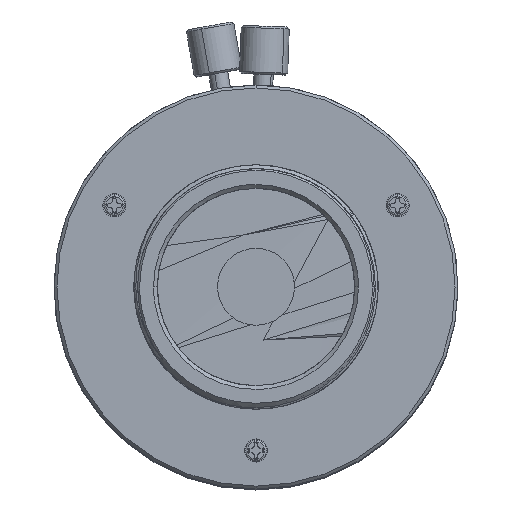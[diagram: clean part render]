
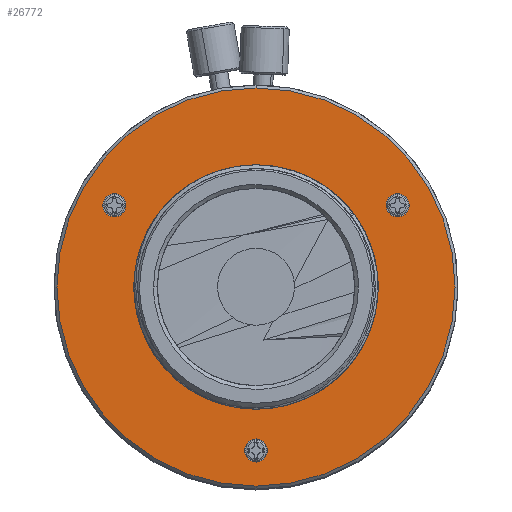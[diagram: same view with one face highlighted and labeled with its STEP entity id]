
A CAD part, top view. The second image highlights one B-rep face of the part: STEP entity #26772.
In plain terms, the highlighted face is planar.
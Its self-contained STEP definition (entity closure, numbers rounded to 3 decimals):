
#1131 = VERTEX_POINT ( 'NONE', #30368 ) ;
#1621 = EDGE_LOOP ( 'NONE', ( #28297, #28641 ) ) ;
#2569 = DIRECTION ( 'NONE',  ( 0., 0., -1. ) ) ;
#2687 = ORIENTED_EDGE ( 'NONE', *, *, #21551, .T. ) ;
#2688 = DIRECTION ( 'NONE',  ( 0., 1., 0. ) ) ;
#2732 = CARTESIAN_POINT ( 'NONE',  ( 14.722, -2.674, 8.5 ) ) ;
#2776 = VERTEX_POINT ( 'NONE', #10658 ) ;
#3625 = VERTEX_POINT ( 'NONE', #7972 ) ;
#3907 = EDGE_LOOP ( 'NONE', ( #26698, #26329 ) ) ;
#5010 = AXIS2_PLACEMENT_3D ( 'NONE', #13837, #14610, #14766 ) ;
#5740 = FACE_BOUND ( 'NONE', #30828, .T. ) ;
#6768 = AXIS2_PLACEMENT_3D ( 'NONE', #16421, #16486, #16557 ) ;
#6823 = EDGE_LOOP ( 'NONE', ( #27803, #27947 ) ) ;
#7491 = CIRCLE ( 'NONE', #12307, 12.1 ) ;
#7972 = CARTESIAN_POINT ( 'NONE',  ( 14.722, -2.674, 7.3 ) ) ;
#8289 = AXIS2_PLACEMENT_3D ( 'NONE', #27080, #27009, #26945 ) ;
#9226 = AXIS2_PLACEMENT_3D ( 'NONE', #24893, #24993, #25198 ) ;
#10446 = CIRCLE ( 'NONE', #6768, 20.7 ) ;
#10658 = CARTESIAN_POINT ( 'NONE',  ( 0., -2.674, -20.7 ) ) ;
#11112 = AXIS2_PLACEMENT_3D ( 'NONE', #19814, #19890, #20007 ) ;
#11689 = VERTEX_POINT ( 'NONE', #22563 ) ;
#11905 = CIRCLE ( 'NONE', #8289, 1.2 ) ;
#11982 = AXIS2_PLACEMENT_3D ( 'NONE', #30960, #31086, #31179 ) ;
#12005 = CARTESIAN_POINT ( 'NONE',  ( 0., -2.674, 0. ) ) ;
#12044 = DIRECTION ( 'NONE',  ( 0., -1., 0. ) ) ;
#12055 = CARTESIAN_POINT ( 'NONE',  ( -14.722, -2.674, 8.5 ) ) ;
#12104 = DIRECTION ( 'NONE',  ( 0., 0., -1. ) ) ;
#12123 = DIRECTION ( 'NONE',  ( 0., 1., 0. ) ) ;
#12188 = DIRECTION ( 'NONE',  ( 0., 0., -1. ) ) ;
#12307 = AXIS2_PLACEMENT_3D ( 'NONE', #23891, #23923, #23961 ) ;
#12686 = PLANE ( 'NONE',  #29022 ) ;
#13031 = VERTEX_POINT ( 'NONE', #21380 ) ;
#13244 = CIRCLE ( 'NONE', #14200, 1.2 ) ;
#13407 = CIRCLE ( 'NONE', #31208, 1.2 ) ;
#13802 = CIRCLE ( 'NONE', #11112, 1.2 ) ;
#13837 = CARTESIAN_POINT ( 'NONE',  ( 0., -2.674, 0. ) ) ;
#14031 = CIRCLE ( 'NONE', #11982, 12.1 ) ;
#14131 = CIRCLE ( 'NONE', #9226, 1.2 ) ;
#14137 = VERTEX_POINT ( 'NONE', #30290 ) ;
#14200 = AXIS2_PLACEMENT_3D ( 'NONE', #12055, #12123, #12188 ) ;
#14235 = CIRCLE ( 'NONE', #5010, 20.7 ) ;
#14610 = DIRECTION ( 'NONE',  ( 0., -1., 0. ) ) ;
#14766 = DIRECTION ( 'NONE',  ( 0., 0., 1. ) ) ;
#15686 = AXIS2_PLACEMENT_3D ( 'NONE', #2732, #2688, #2569 ) ;
#15687 = FACE_BOUND ( 'NONE', #6823, .T. ) ;
#16421 = CARTESIAN_POINT ( 'NONE',  ( 0., -2.674, 0. ) ) ;
#16486 = DIRECTION ( 'NONE',  ( 0., -1., 0. ) ) ;
#16557 = DIRECTION ( 'NONE',  ( 0., 0., 1. ) ) ;
#17707 = CARTESIAN_POINT ( 'NONE',  ( -14.722, -2.674, 8.5 ) ) ;
#17817 = DIRECTION ( 'NONE',  ( 0., 1., 0. ) ) ;
#17900 = CIRCLE ( 'NONE', #15686, 1.2 ) ;
#17990 = DIRECTION ( 'NONE',  ( 0., 0., -1. ) ) ;
#18883 = VERTEX_POINT ( 'NONE', #29246 ) ;
#19378 = CARTESIAN_POINT ( 'NONE',  ( -14.722, -2.674, 7.3 ) ) ;
#19814 = CARTESIAN_POINT ( 'NONE',  ( 14.722, -2.674, 8.5 ) ) ;
#19890 = DIRECTION ( 'NONE',  ( 0., 1., 0. ) ) ;
#19967 = EDGE_CURVE ( 'NONE', #2776, #11689, #10446, .T. ) ;
#20007 = DIRECTION ( 'NONE',  ( 0., 0., -1. ) ) ;
#20221 = EDGE_CURVE ( 'NONE', #23731, #13031, #7491, .T. ) ;
#20894 = EDGE_CURVE ( 'NONE', #14137, #24173, #11905, .T. ) ;
#20942 = CARTESIAN_POINT ( 'NONE',  ( 0., -2.674, -15.8 ) ) ;
#21316 = EDGE_CURVE ( 'NONE', #3625, #1131, #17900, .T. ) ;
#21380 = CARTESIAN_POINT ( 'NONE',  ( 0., -2.674, -12.1 ) ) ;
#21551 = EDGE_CURVE ( 'NONE', #22836, #18883, #13244, .T. ) ;
#21705 = EDGE_CURVE ( 'NONE', #18883, #22836, #13407, .T. ) ;
#21755 = EDGE_CURVE ( 'NONE', #1131, #3625, #13802, .T. ) ;
#21841 = EDGE_CURVE ( 'NONE', #24173, #14137, #14131, .T. ) ;
#21892 = EDGE_CURVE ( 'NONE', #13031, #23731, #14031, .T. ) ;
#21988 = EDGE_CURVE ( 'NONE', #11689, #2776, #14235, .T. ) ;
#22563 = CARTESIAN_POINT ( 'NONE',  ( 0., -2.674, 20.7 ) ) ;
#22836 = VERTEX_POINT ( 'NONE', #19378 ) ;
#22864 = EDGE_LOOP ( 'NONE', ( #26942, #27860 ) ) ;
#22883 = FACE_BOUND ( 'NONE', #1621, .T. ) ;
#23731 = VERTEX_POINT ( 'NONE', #26216 ) ;
#23891 = CARTESIAN_POINT ( 'NONE',  ( 0., -2.674, 0. ) ) ;
#23923 = DIRECTION ( 'NONE',  ( 0., 1., 0. ) ) ;
#23961 = DIRECTION ( 'NONE',  ( 0., 0., -1. ) ) ;
#24173 = VERTEX_POINT ( 'NONE', #20942 ) ;
#24893 = CARTESIAN_POINT ( 'NONE',  ( 0., -2.674, -17. ) ) ;
#24993 = DIRECTION ( 'NONE',  ( 0., 1., 0. ) ) ;
#25009 = FACE_OUTER_BOUND ( 'NONE', #3907, .T. ) ;
#25198 = DIRECTION ( 'NONE',  ( 0., 0., -1. ) ) ;
#25603 = FACE_BOUND ( 'NONE', #22864, .T. ) ;
#26216 = CARTESIAN_POINT ( 'NONE',  ( 0., -2.674, 12.1 ) ) ;
#26329 = ORIENTED_EDGE ( 'NONE', *, *, #19967, .T. ) ;
#26698 = ORIENTED_EDGE ( 'NONE', *, *, #21988, .T. ) ;
#26772 = ADVANCED_FACE ( 'NONE', ( #5740, #22883, #25603, #15687, #25009 ), #12686, .T. ) ;
#26942 = ORIENTED_EDGE ( 'NONE', *, *, #20894, .T. ) ;
#26945 = DIRECTION ( 'NONE',  ( 0., 0., -1. ) ) ;
#27009 = DIRECTION ( 'NONE',  ( 0., 1., 0. ) ) ;
#27080 = CARTESIAN_POINT ( 'NONE',  ( 0., -2.674, -17. ) ) ;
#27803 = ORIENTED_EDGE ( 'NONE', *, *, #21892, .T. ) ;
#27860 = ORIENTED_EDGE ( 'NONE', *, *, #21841, .T. ) ;
#27947 = ORIENTED_EDGE ( 'NONE', *, *, #20221, .T. ) ;
#28297 = ORIENTED_EDGE ( 'NONE', *, *, #21316, .T. ) ;
#28427 = ORIENTED_EDGE ( 'NONE', *, *, #21705, .T. ) ;
#28641 = ORIENTED_EDGE ( 'NONE', *, *, #21755, .T. ) ;
#29022 = AXIS2_PLACEMENT_3D ( 'NONE', #12005, #12044, #12104 ) ;
#29246 = CARTESIAN_POINT ( 'NONE',  ( -14.722, -2.674, 9.7 ) ) ;
#30290 = CARTESIAN_POINT ( 'NONE',  ( 0., -2.674, -18.2 ) ) ;
#30368 = CARTESIAN_POINT ( 'NONE',  ( 14.722, -2.674, 9.7 ) ) ;
#30828 = EDGE_LOOP ( 'NONE', ( #2687, #28427 ) ) ;
#30960 = CARTESIAN_POINT ( 'NONE',  ( 0., -2.674, 0. ) ) ;
#31086 = DIRECTION ( 'NONE',  ( 0., 1., 0. ) ) ;
#31179 = DIRECTION ( 'NONE',  ( 0., 0., -1. ) ) ;
#31208 = AXIS2_PLACEMENT_3D ( 'NONE', #17707, #17817, #17990 ) ;
